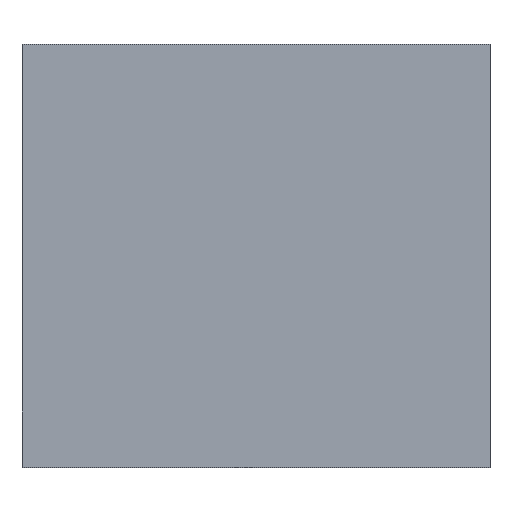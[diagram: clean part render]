
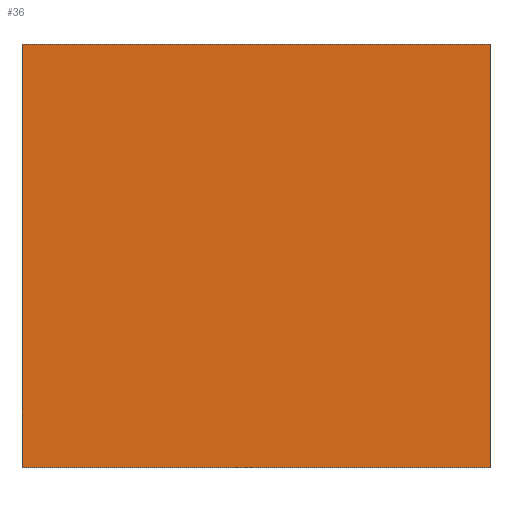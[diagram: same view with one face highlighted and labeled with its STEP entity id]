
A CAD part, top view. The second image highlights one B-rep face of the part: STEP entity #36.
In plain terms, the highlighted planar face has unit normal (0, 0, 1).
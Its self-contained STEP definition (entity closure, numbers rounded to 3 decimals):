
#2 = VECTOR ( 'NONE', #14, 1000. ) ;
#5 = VERTEX_POINT ( 'NONE', #154 ) ;
#9 = VERTEX_POINT ( 'NONE', #179 ) ;
#14 = DIRECTION ( 'NONE',  ( 0., -1., 0. ) ) ;
#18 = VECTOR ( 'NONE', #162, 1000. ) ;
#22 = ORIENTED_EDGE ( 'NONE', *, *, #147, .F. ) ;
#25 = ORIENTED_EDGE ( 'NONE', *, *, #125, .F. ) ;
#27 = CARTESIAN_POINT ( 'NONE',  ( -3.935, 3.555, 5.72 ) ) ;
#36 = ADVANCED_FACE ( 'NONE', ( #113 ), #146, .F. ) ;
#39 = VERTEX_POINT ( 'NONE', #27 ) ;
#40 = EDGE_LOOP ( 'NONE', ( #171, #25, #81, #22 ) ) ;
#41 = DIRECTION ( 'NONE',  ( 0., -1., 0. ) ) ;
#49 = AXIS2_PLACEMENT_3D ( 'NONE', #51, #170, #41 ) ;
#50 = EDGE_CURVE ( 'NONE', #9, #68, #173, .T. ) ;
#51 = CARTESIAN_POINT ( 'NONE',  ( 0., 0., 5.72 ) ) ;
#59 = CARTESIAN_POINT ( 'NONE',  ( 3.935, 3.555, 5.72 ) ) ;
#63 = LINE ( 'NONE', #75, #18 ) ;
#68 = VERTEX_POINT ( 'NONE', #73 ) ;
#73 = CARTESIAN_POINT ( 'NONE',  ( 3.935, -3.555, 5.72 ) ) ;
#75 = CARTESIAN_POINT ( 'NONE',  ( 3.935, -3.555, 5.72 ) ) ;
#81 = ORIENTED_EDGE ( 'NONE', *, *, #50, .F. ) ;
#93 = EDGE_CURVE ( 'NONE', #5, #39, #134, .T. ) ;
#94 = VECTOR ( 'NONE', #151, 1000. ) ;
#113 = FACE_OUTER_BOUND ( 'NONE', #40, .T. ) ;
#121 = VECTOR ( 'NONE', #136, 1000. ) ;
#125 = EDGE_CURVE ( 'NONE', #68, #5, #63, .T. ) ;
#134 = LINE ( 'NONE', #174, #94 ) ;
#136 = DIRECTION ( 'NONE',  ( 1., 0., 0. ) ) ;
#146 = PLANE ( 'NONE',  #49 ) ;
#147 = EDGE_CURVE ( 'NONE', #39, #9, #163, .T. ) ;
#151 = DIRECTION ( 'NONE',  ( 0., 1., 0. ) ) ;
#154 = CARTESIAN_POINT ( 'NONE',  ( -3.935, -3.555, 5.72 ) ) ;
#162 = DIRECTION ( 'NONE',  ( -1., 0., 0. ) ) ;
#163 = LINE ( 'NONE', #175, #121 ) ;
#170 = DIRECTION ( 'NONE',  ( 0., 0., -1. ) ) ;
#171 = ORIENTED_EDGE ( 'NONE', *, *, #93, .F. ) ;
#173 = LINE ( 'NONE', #59, #2 ) ;
#174 = CARTESIAN_POINT ( 'NONE',  ( -3.935, -3.555, 5.72 ) ) ;
#175 = CARTESIAN_POINT ( 'NONE',  ( -3.935, 3.555, 5.72 ) ) ;
#179 = CARTESIAN_POINT ( 'NONE',  ( 3.935, 3.555, 5.72 ) ) ;
